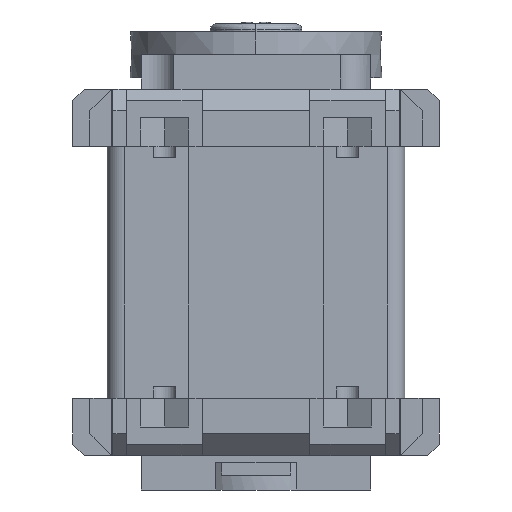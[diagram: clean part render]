
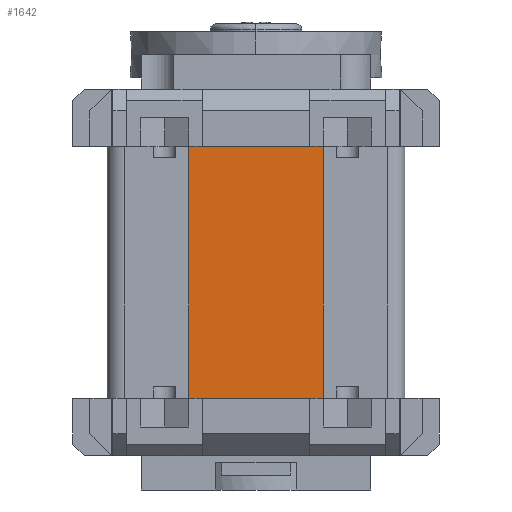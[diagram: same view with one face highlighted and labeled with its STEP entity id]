
A CAD part, front view. The second image highlights one B-rep face of the part: STEP entity #1642.
In plain terms, the highlighted planar face has unit normal (0, -1, 0).
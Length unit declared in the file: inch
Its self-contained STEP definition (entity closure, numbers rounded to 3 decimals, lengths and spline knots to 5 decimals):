
#1642 = ADVANCED_FACE ( 'NONE', ( #26088 ), #26082, .F. ) ;
#2223 = EDGE_CURVE ( 'NONE', #7291, #7535, #18517, .T. ) ;
#2224 = EDGE_CURVE ( 'NONE', #7291, #7293, #18520, .T. ) ;
#2226 = EDGE_CURVE ( 'NONE', #7533, #7293, #18509, .T. ) ;
#2324 = VECTOR ( 'NONE', #18528, 39.37008 ) ;
#2325 = VECTOR ( 'NONE', #18523, 39.37008 ) ;
#2326 = VECTOR ( 'NONE', #18519, 39.37008 ) ;
#4007 = LINE ( 'NONE', #4068, #33762 ) ;
#4025 = LINE ( 'NONE', #4028, #33770 ) ;
#4028 = CARTESIAN_POINT ( 'NONE',  ( 0.18504, -1.45669, 0.62992 ) ) ;
#4030 = DIRECTION ( 'NONE',  ( 0., 0., 1. ) ) ;
#4060 = LINE ( 'NONE', #4064, #33775 ) ;
#4062 = LINE ( 'NONE', #4096, #33777 ) ;
#4064 = CARTESIAN_POINT ( 'NONE',  ( 0., -1.45669, 0.43209 ) ) ;
#4066 = DIRECTION ( 'NONE',  ( 1., 0., 0. ) ) ;
#4068 = CARTESIAN_POINT ( 'NONE',  ( 0., -1.45669, 0.43307 ) ) ;
#4073 = DIRECTION ( 'NONE',  ( 1., 0., 0. ) ) ;
#4088 = LINE ( 'NONE', #4092, #33779 ) ;
#4092 = CARTESIAN_POINT ( 'NONE',  ( 0., -1.45669, -0.43307 ) ) ;
#4094 = DIRECTION ( 'NONE',  ( -1., 0., 0. ) ) ;
#4096 = CARTESIAN_POINT ( 'NONE',  ( 0., -1.45669, -0.43209 ) ) ;
#4099 = LINE ( 'NONE', #4130, #33783 ) ;
#4101 = DIRECTION ( 'NONE',  ( -1., 0., 0. ) ) ;
#4130 = CARTESIAN_POINT ( 'NONE',  ( 0.18504, -1.45669, 0.62992 ) ) ;
#4134 = DIRECTION ( 'NONE',  ( 0., 0., 1. ) ) ;
#6312 = VECTOR ( 'NONE', #12828, 39.37008 ) ;
#7291 = VERTEX_POINT ( 'NONE', #18796 ) ;
#7293 = VERTEX_POINT ( 'NONE', #18798 ) ;
#7531 = VERTEX_POINT ( 'NONE', #19036 ) ;
#7532 = VERTEX_POINT ( 'NONE', #19037 ) ;
#7533 = VERTEX_POINT ( 'NONE', #19038 ) ;
#7534 = VERTEX_POINT ( 'NONE', #19039 ) ;
#7535 = VERTEX_POINT ( 'NONE', #19040 ) ;
#7537 = VERTEX_POINT ( 'NONE', #19042 ) ;
#9232 = CARTESIAN_POINT ( 'NONE',  ( -0.18504, -1.45669, -0.43209 ) ) ;
#9235 = CARTESIAN_POINT ( 'NONE',  ( -0.18504, -1.45669, -0.43307 ) ) ;
#9246 = CARTESIAN_POINT ( 'NONE',  ( -0.18504, -1.45669, 0.43307 ) ) ;
#9249 = CARTESIAN_POINT ( 'NONE',  ( -0.18504, -1.45669, 0.43209 ) ) ;
#11728 = EDGE_CURVE ( 'NONE', #7532, #7531, #12825, .T. ) ;
#12825 = LINE ( 'NONE', #12827, #6312 ) ;
#12827 = CARTESIAN_POINT ( 'NONE',  ( -0.23092, -1.45669, 0.62992 ) ) ;
#12828 = DIRECTION ( 'NONE',  ( 0., 0., 1. ) ) ;
#15966 = VECTOR ( 'NONE', #32124, 39.37008 ) ;
#15995 = VECTOR ( 'NONE', #32315, 39.37008 ) ;
#18509 = LINE ( 'NONE', #18527, #2324 ) ;
#18517 = LINE ( 'NONE', #18518, #2326 ) ;
#18518 = CARTESIAN_POINT ( 'NONE',  ( 0., -1.45669, -0.43307 ) ) ;
#18519 = DIRECTION ( 'NONE',  ( -1., 0., 0. ) ) ;
#18520 = LINE ( 'NONE', #18522, #2325 ) ;
#18522 = CARTESIAN_POINT ( 'NONE',  ( 0.23092, -1.45669, 0.43307 ) ) ;
#18523 = DIRECTION ( 'NONE',  ( 0., 0., 1. ) ) ;
#18527 = CARTESIAN_POINT ( 'NONE',  ( 0., -1.45669, 0.43307 ) ) ;
#18528 = DIRECTION ( 'NONE',  ( 1., 0., 0. ) ) ;
#18796 = CARTESIAN_POINT ( 'NONE',  ( 0.23092, -1.45669, -0.43307 ) ) ;
#18798 = CARTESIAN_POINT ( 'NONE',  ( 0.23092, -1.45669, 0.43307 ) ) ;
#19036 = CARTESIAN_POINT ( 'NONE',  ( -0.23092, -1.45669, 0.43307 ) ) ;
#19037 = CARTESIAN_POINT ( 'NONE',  ( -0.23092, -1.45669, -0.43307 ) ) ;
#19038 = CARTESIAN_POINT ( 'NONE',  ( 0.18504, -1.45669, 0.43307 ) ) ;
#19039 = CARTESIAN_POINT ( 'NONE',  ( 0.18504, -1.45669, -0.43209 ) ) ;
#19040 = CARTESIAN_POINT ( 'NONE',  ( 0.18504, -1.45669, -0.43307 ) ) ;
#19042 = CARTESIAN_POINT ( 'NONE',  ( 0.18504, -1.45669, 0.43209 ) ) ;
#21380 = AXIS2_PLACEMENT_3D ( 'NONE', #26084, #26090, #26091 ) ;
#26082 = PLANE ( 'NONE',  #21380 ) ;
#26084 = CARTESIAN_POINT ( 'NONE',  ( 0., -1.45669, 0.62992 ) ) ;
#26088 = FACE_OUTER_BOUND ( 'NONE', #31161, .T. ) ;
#26090 = DIRECTION ( 'NONE',  ( 0., 1., 0. ) ) ;
#26091 = DIRECTION ( 'NONE',  ( 0., 0., 1. ) ) ;
#26229 = ORIENTED_EDGE ( 'NONE', *, *, #2224, .T. ) ;
#26230 = ORIENTED_EDGE ( 'NONE', *, *, #2226, .F. ) ;
#26231 = ORIENTED_EDGE ( 'NONE', *, *, #30113, .F. ) ;
#26232 = ORIENTED_EDGE ( 'NONE', *, *, #30118, .F. ) ;
#26233 = ORIENTED_EDGE ( 'NONE', *, *, #34836, .T. ) ;
#26234 = ORIENTED_EDGE ( 'NONE', *, *, #30119, .F. ) ;
#26235 = ORIENTED_EDGE ( 'NONE', *, *, #11728, .F. ) ;
#26236 = ORIENTED_EDGE ( 'NONE', *, *, #30122, .F. ) ;
#26237 = ORIENTED_EDGE ( 'NONE', *, *, #34809, .T. ) ;
#26238 = ORIENTED_EDGE ( 'NONE', *, *, #30123, .F. ) ;
#26239 = ORIENTED_EDGE ( 'NONE', *, *, #30128, .F. ) ;
#26240 = ORIENTED_EDGE ( 'NONE', *, *, #2223, .F. ) ;
#27459 = VERTEX_POINT ( 'NONE', #9232 ) ;
#27462 = VERTEX_POINT ( 'NONE', #9235 ) ;
#27473 = VERTEX_POINT ( 'NONE', #9246 ) ;
#27476 = VERTEX_POINT ( 'NONE', #9249 ) ;
#30113 = EDGE_CURVE ( 'NONE', #7537, #7533, #4025, .T. ) ;
#30118 = EDGE_CURVE ( 'NONE', #27476, #7537, #4060, .T. ) ;
#30119 = EDGE_CURVE ( 'NONE', #7531, #27473, #4007, .T. ) ;
#30122 = EDGE_CURVE ( 'NONE', #27462, #7532, #4088, .T. ) ;
#30123 = EDGE_CURVE ( 'NONE', #7534, #27459, #4062, .T. ) ;
#30128 = EDGE_CURVE ( 'NONE', #7535, #7534, #4099, .T. ) ;
#31161 = EDGE_LOOP ( 'NONE', ( #26229, #26230, #26231, #26232, #26233, #26234, #26235, #26236, #26237, #26238, #26239, #26240 ) ) ;
#32119 = LINE ( 'NONE', #32122, #15966 ) ;
#32122 = CARTESIAN_POINT ( 'NONE',  ( -0.18504, -1.45669, 0.62992 ) ) ;
#32124 = DIRECTION ( 'NONE',  ( 0., 0., 1. ) ) ;
#32310 = LINE ( 'NONE', #32313, #15995 ) ;
#32313 = CARTESIAN_POINT ( 'NONE',  ( -0.18504, -1.45669, 0.62992 ) ) ;
#32315 = DIRECTION ( 'NONE',  ( 0., 0., 1. ) ) ;
#33762 = VECTOR ( 'NONE', #4073, 39.37008 ) ;
#33770 = VECTOR ( 'NONE', #4030, 39.37008 ) ;
#33775 = VECTOR ( 'NONE', #4066, 39.37008 ) ;
#33777 = VECTOR ( 'NONE', #4101, 39.37008 ) ;
#33779 = VECTOR ( 'NONE', #4094, 39.37008 ) ;
#33783 = VECTOR ( 'NONE', #4134, 39.37008 ) ;
#34809 = EDGE_CURVE ( 'NONE', #27462, #27459, #32119, .T. ) ;
#34836 = EDGE_CURVE ( 'NONE', #27476, #27473, #32310, .T. ) ;
